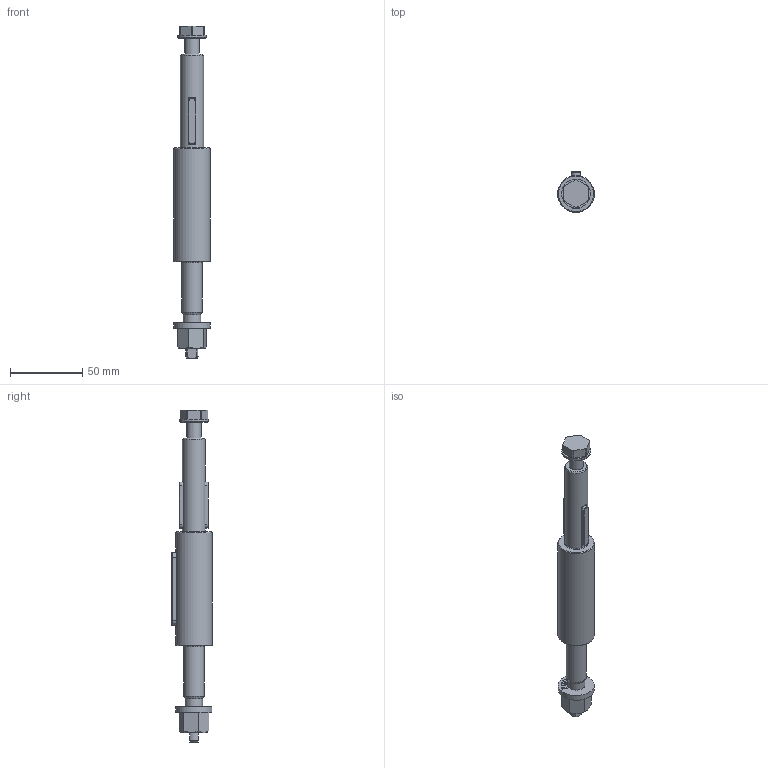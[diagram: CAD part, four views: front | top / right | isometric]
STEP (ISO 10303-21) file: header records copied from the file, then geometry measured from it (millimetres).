
FILE_DESCRIPTION (( 'STEP AP214' ), '1' );
FILE_NAME ('PGHT11.STEP', '2023-07-25T06:17:40', ( '' ), ( '' ), 'SwSTEP 2.0', 'SolidWorks 2016', '' );
FILE_SCHEMA (( 'AUTOMOTIVE_DESIGN' ));
Length unit declared in the file: millimetre
Products named in the file (1): PGHT11
Bounding box: 25.4 x 28.07 x 229.9 mm (x, y, z)
Volume: 70042.5 mm3; surface area: 16367.7 mm2
Topology: 1 solids, 1 shells, 161 faces, 385 edges, 248 vertices
Faces by surface type: plane 98, cylinder 27, bspline 15, cone 13, torus 8
Full cylindrical faces by diameter (mm): 10 x1, 12 x1, 14 x1, 16 x1, 20 x1, 25 x1, 25.4 x1
Entity records: 6375 total; most frequent: CARTESIAN_POINT 1948, ORIENTED_EDGE 742, DIRECTION 699, EDGE_CURVE 371, VERTEX_POINT 248, VECTOR 245, LINE 245, AXIS2_PLACEMENT_3D 227
